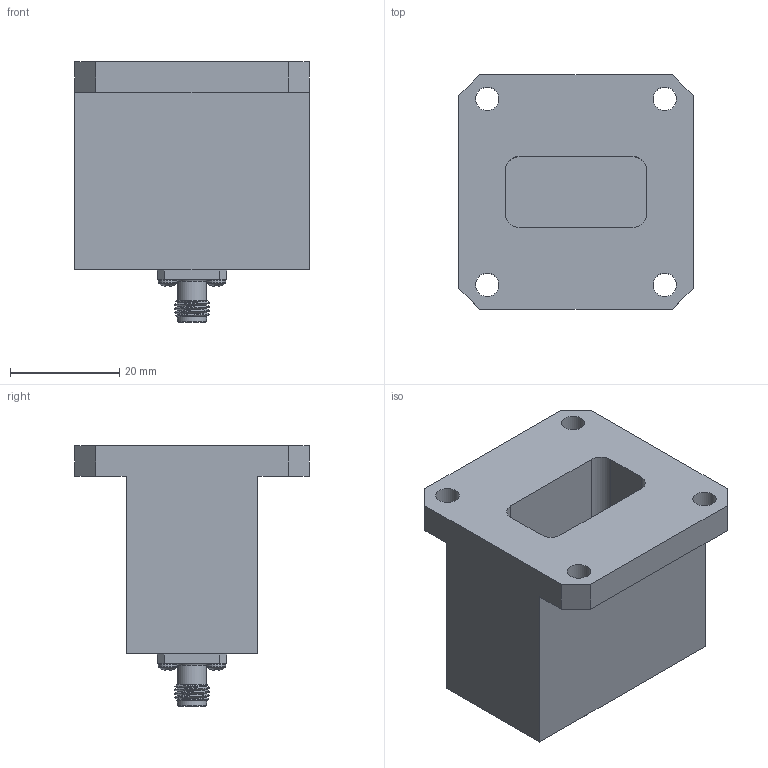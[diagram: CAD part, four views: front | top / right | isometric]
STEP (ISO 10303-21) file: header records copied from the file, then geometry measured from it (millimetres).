
FILE_DESCRIPTION (( 'STEP AP203' ), '1' );
FILE_NAME ('FMWCA9871_3D.step', '2022-03-17T21:36:56', ( '' ), ( '' ), 'SwSTEP 2.0', 'SolidWorks 2021', '' );
FILE_SCHEMA (( 'CONFIG_CONTROL_DESIGN' ));
Length unit declared in the file: inch
Products named in the file (1): FMWCA9871_3D
Bounding box: 42.9 x 42.9 x 47.68 mm (x, y, z)
Volume: 31691.4 mm3; surface area: 12303.1 mm2
Topology: 1 solids, 8 shells, 273 faces, 716 edges, 475 vertices
Faces by surface type: plane 120, cylinder 107, cone 22, bspline 11, torus 9, sphere 4
Full cylindrical faces by diameter (mm): 0.94 x1, 1.016 x1, 1.194 x1, 1.27 x1, 1.854 x5, 2.292 x1, 3.393 x4, 4.293 x4, 4.521 x1, 5.08 x1, 5.334 x2
Entity records: 14628 total; most frequent: CARTESIAN_POINT 8435, ORIENTED_EDGE 1326, DIRECTION 1164, EDGE_CURVE 663, VERTEX_POINT 461, AXIS2_PLACEMENT_3D 452, EDGE_LOOP 340, FACE_OUTER_BOUND 304
